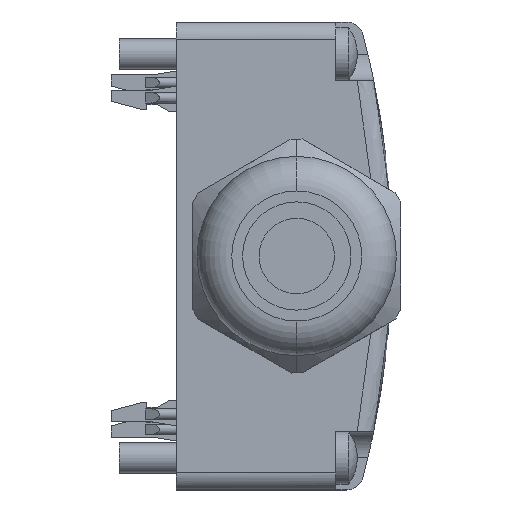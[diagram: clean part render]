
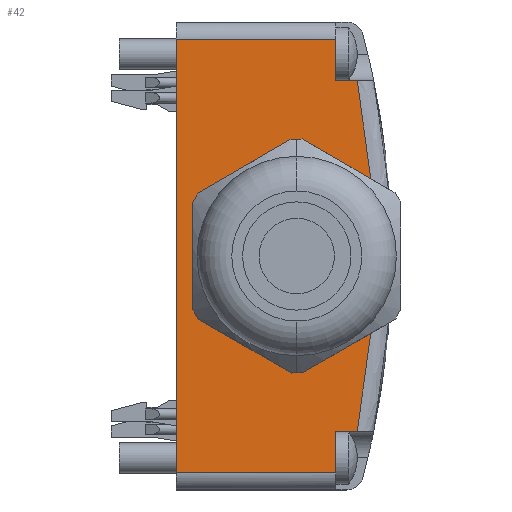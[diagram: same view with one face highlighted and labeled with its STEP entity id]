
A CAD part, left-side view. The second image highlights one B-rep face of the part: STEP entity #42.
In plain terms, the highlighted planar face has unit normal (-1, -0.018, 0).
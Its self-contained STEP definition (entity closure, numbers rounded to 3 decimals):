
#42 = ADVANCED_FACE ( 'NONE', ( #9573, #5472 ), #7277, .T. ) ;
#168 = CARTESIAN_POINT ( 'NONE',  ( -35.329, -38.898, -13.533 ) ) ;
#173 = EDGE_CURVE ( 'NONE', #7921, #11020, #362, .T. ) ;
#205 = CARTESIAN_POINT ( 'NONE',  ( -35.397, -35.001, -2. ) ) ;
#337 = CARTESIAN_POINT ( 'NONE',  ( -35.354, -37.481, -6.8 ) ) ;
#362 = LINE ( 'NONE', #11016, #4331 ) ;
#447 = CARTESIAN_POINT ( 'NONE',  ( -35.773, -13.501, -35.5 ) ) ;
#700 = AXIS2_PLACEMENT_3D ( 'NONE', #10572, #10848, #1473 ) ;
#843 = CARTESIAN_POINT ( 'NONE',  ( -35.719, -16.601, -52. ) ) ;
#998 = CARTESIAN_POINT ( 'NONE',  ( -35.354, -37.481, -47.2 ) ) ;
#1101 = CARTESIAN_POINT ( 'NONE',  ( -35.476, -30.501, -18.5 ) ) ;
#1112 = CARTESIAN_POINT ( 'NONE',  ( -35.179, -47.501, -35.5 ) ) ;
#1473 = DIRECTION ( 'NONE',  ( 0., 0., -1. ) ) ;
#1485 = VERTEX_POINT ( 'NONE', #1101 ) ;
#1808 = VECTOR ( 'NONE', #4773, 1000. ) ;
#1863 = EDGE_LOOP ( 'NONE', ( #4039, #2373 ) ) ;
#2306 = CARTESIAN_POINT ( 'NONE',  ( -35.354, -37.481, -47.2 ) ) ;
#2373 = ORIENTED_EDGE ( 'NONE', *, *, #9293, .F. ) ;
#2495 = EDGE_CURVE ( 'NONE', #6573, #9022, #2689, .T. ) ;
#2604 = CARTESIAN_POINT ( 'NONE',  ( -35.476, -30.501, -35.5 ) ) ;
#2646 = CARTESIAN_POINT ( 'NONE',  ( -35.476, -30.501, -35.5 ) ) ;
#2689 = LINE ( 'NONE', #7139, #11630 ) ;
#2806 = VECTOR ( 'NONE', #2957, 1000. ) ;
#2957 = DIRECTION ( 'NONE',  ( -0.017, 1., 0. ) ) ;
#3079 = CARTESIAN_POINT ( 'NONE',  ( -35.476, -30.501, -18.5 ) ) ;
#3665 =( BOUNDED_CURVE ( )  B_SPLINE_CURVE ( 3, ( #3079, #8571, #447, #2604 ),
 .UNSPECIFIED., .F., .T. ) 
 B_SPLINE_CURVE_WITH_KNOTS ( ( 4, 4 ),
 ( 1.571, 4.712 ),
 .UNSPECIFIED. ) 
 CURVE ( )  GEOMETRIC_REPRESENTATION_ITEM ( )  RATIONAL_B_SPLINE_CURVE ( ( 1., 0.333, 0.333, 1. ) ) 
 REPRESENTATION_ITEM ( '' )  );
#3716 = VERTEX_POINT ( 'NONE', #9811 ) ;
#3973 = DIRECTION ( 'NONE',  ( 0., 0., 1. ) ) ;
#4032 = LINE ( 'NONE', #8457, #4325 ) ;
#4039 = ORIENTED_EDGE ( 'NONE', *, *, #8742, .F. ) ;
#4231 = VERTEX_POINT ( 'NONE', #10288 ) ;
#4325 = VECTOR ( 'NONE', #3973, 1000. ) ;
#4331 = VECTOR ( 'NONE', #5691, 1000. ) ;
#4773 = DIRECTION ( 'NONE',  ( 0., 0., -1. ) ) ;
#4916 = ORIENTED_EDGE ( 'NONE', *, *, #10809, .T. ) ;
#5350 =( BOUNDED_CURVE ( )  B_SPLINE_CURVE ( 3, ( #2646, #1112, #6613, #7428 ),
 .UNSPECIFIED., .F., .F. ) 
 B_SPLINE_CURVE_WITH_KNOTS ( ( 4, 4 ),
 ( 4.712, 7.854 ),
 .UNSPECIFIED. ) 
 CURVE ( )  GEOMETRIC_REPRESENTATION_ITEM ( )  RATIONAL_B_SPLINE_CURVE ( ( 1., 0.333, 0.333, 1. ) ) 
 REPRESENTATION_ITEM ( '' )  );
#5472 = FACE_BOUND ( 'NONE', #1863, .T. ) ;
#5691 = DIRECTION ( 'NONE',  ( -0.017, 1., 0. ) ) ;
#5736 = LINE ( 'NONE', #11061, #1808 ) ;
#5855 = CARTESIAN_POINT ( 'NONE',  ( -36.008, 0., -6.8 ) ) ;
#5916 = DIRECTION ( 'NONE',  ( 0.017, -1., 0. ) ) ;
#5999 = ORIENTED_EDGE ( 'NONE', *, *, #10273, .T. ) ;
#6162 = EDGE_CURVE ( 'NONE', #3716, #11443, #7716, .T. ) ;
#6323 = CARTESIAN_POINT ( 'NONE',  ( -35.397, -35.001, -47.2 ) ) ;
#6338 = CARTESIAN_POINT ( 'NONE',  ( -35.318, -39.559, -34.048 ) ) ;
#6394 = CARTESIAN_POINT ( 'NONE',  ( -35.33, -38.85, -40.697 ) ) ;
#6558 = CARTESIAN_POINT ( 'NONE',  ( -35.397, -35.001, -52. ) ) ;
#6573 = VERTEX_POINT ( 'NONE', #2306 ) ;
#6613 = CARTESIAN_POINT ( 'NONE',  ( -35.179, -47.501, -18.5 ) ) ;
#6616 = B_SPLINE_CURVE_WITH_KNOTS ( 'NONE', 3,
 ( #998, #6394, #6338, #9173, #168, #8946 ),
 .UNSPECIFIED., .F., .F.,
 ( 4, 2, 4 ),
 ( 28.844, 49.019, 69.909 ),
 .UNSPECIFIED. ) ;
#6621 = ORIENTED_EDGE ( 'NONE', *, *, #173, .F. ) ;
#7139 = CARTESIAN_POINT ( 'NONE',  ( -36.008, 0., -47.2 ) ) ;
#7277 = PLANE ( 'NONE',  #700 ) ;
#7428 = CARTESIAN_POINT ( 'NONE',  ( -35.476, -30.501, -18.5 ) ) ;
#7716 = LINE ( 'NONE', #5855, #10043 ) ;
#7736 = CARTESIAN_POINT ( 'NONE',  ( -35.397, -35.001, -53.3 ) ) ;
#7793 = ORIENTED_EDGE ( 'NONE', *, *, #11700, .T. ) ;
#7921 = VERTEX_POINT ( 'NONE', #6558 ) ;
#8155 = CARTESIAN_POINT ( 'NONE',  ( -36.008, -0.035, -2. ) ) ;
#8200 = VERTEX_POINT ( 'NONE', #205 ) ;
#8355 = ORIENTED_EDGE ( 'NONE', *, *, #11362, .T. ) ;
#8457 = CARTESIAN_POINT ( 'NONE',  ( -35.397, -35.001, -53.3 ) ) ;
#8571 = CARTESIAN_POINT ( 'NONE',  ( -35.773, -13.501, -18.5 ) ) ;
#8631 = ORIENTED_EDGE ( 'NONE', *, *, #2495, .F. ) ;
#8742 = EDGE_CURVE ( 'NONE', #9488, #1485, #5350, .T. ) ;
#8946 = CARTESIAN_POINT ( 'NONE',  ( -35.354, -37.481, -6.8 ) ) ;
#8947 = DIRECTION ( 'NONE',  ( -0.017, 1., 0. ) ) ;
#9022 = VERTEX_POINT ( 'NONE', #6323 ) ;
#9132 = ORIENTED_EDGE ( 'NONE', *, *, #10636, .T. ) ;
#9173 = CARTESIAN_POINT ( 'NONE',  ( -35.317, -39.608, -20.421 ) ) ;
#9293 = EDGE_CURVE ( 'NONE', #1485, #9488, #3665, .T. ) ;
#9488 = VERTEX_POINT ( 'NONE', #11251 ) ;
#9567 = EDGE_LOOP ( 'NONE', ( #9132, #8631, #8355, #11074, #7793, #4916, #5999, #6621 ) ) ;
#9573 = FACE_OUTER_BOUND ( 'NONE', #9567, .T. ) ;
#9609 = DIRECTION ( 'NONE',  ( 0., 0., 1. ) ) ;
#9811 = CARTESIAN_POINT ( 'NONE',  ( -35.397, -35.001, -6.8 ) ) ;
#10043 = VECTOR ( 'NONE', #5916, 1000. ) ;
#10273 = EDGE_CURVE ( 'NONE', #4231, #11020, #5736, .T. ) ;
#10288 = CARTESIAN_POINT ( 'NONE',  ( -35.719, -16.601, -2. ) ) ;
#10572 = CARTESIAN_POINT ( 'NONE',  ( -35.766, -13.879, 7.8 ) ) ;
#10617 = LINE ( 'NONE', #8155, #2806 ) ;
#10636 = EDGE_CURVE ( 'NONE', #7921, #9022, #4032, .T. ) ;
#10809 = EDGE_CURVE ( 'NONE', #8200, #4231, #10617, .T. ) ;
#10848 = DIRECTION ( 'NONE',  ( -1., -0.017, 0. ) ) ;
#10979 = LINE ( 'NONE', #7736, #11504 ) ;
#11016 = CARTESIAN_POINT ( 'NONE',  ( -36.008, -0.035, -52. ) ) ;
#11020 = VERTEX_POINT ( 'NONE', #843 ) ;
#11061 = CARTESIAN_POINT ( 'NONE',  ( -35.719, -16.601, -53.3 ) ) ;
#11074 = ORIENTED_EDGE ( 'NONE', *, *, #6162, .F. ) ;
#11251 = CARTESIAN_POINT ( 'NONE',  ( -35.476, -30.501, -35.5 ) ) ;
#11362 = EDGE_CURVE ( 'NONE', #6573, #11443, #6616, .T. ) ;
#11443 = VERTEX_POINT ( 'NONE', #337 ) ;
#11504 = VECTOR ( 'NONE', #9609, 1000. ) ;
#11630 = VECTOR ( 'NONE', #8947, 1000. ) ;
#11700 = EDGE_CURVE ( 'NONE', #3716, #8200, #10979, .T. ) ;
